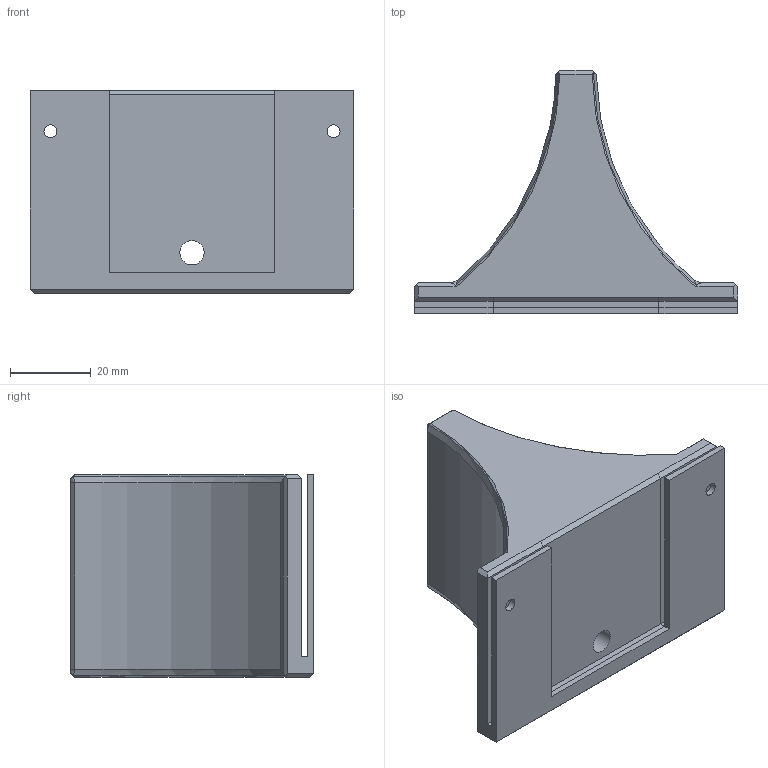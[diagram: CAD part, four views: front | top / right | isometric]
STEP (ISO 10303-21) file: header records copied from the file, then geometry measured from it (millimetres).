
FILE_DESCRIPTION(('FreeCAD Model'),'2;1');
FILE_NAME('Open CASCADE Shape Model','2023-07-12T23:10:22',(''),(''), 'Open CASCADE STEP processor 7.6','FreeCAD','Unknown');
FILE_SCHEMA(('AUTOMOTIVE_DESIGN { 1 0 10303 214 1 1 1 1 }'));
Length unit declared in the file: millimetre
Products named in the file (1): FlagCompasHolder
Bounding box: 80 x 60 x 50 mm (x, y, z)
Volume: 84338.3 mm3; surface area: 21241.3 mm2
Topology: 1 solids, 1 shells, 68 faces, 171 edges, 102 vertices
Faces by surface type: plane 42, bspline 12, cylinder 8, cone 6
Full cylindrical faces by diameter (mm): 3.2 x4, 6 x2
Entity records: 2945 total; most frequent: CARTESIAN_POINT 1362, ORIENTED_EDGE 342, DIRECTION 281, EDGE_CURVE 171, LINE 111, VECTOR 111, VERTEX_POINT 102, AXIS2_PLACEMENT_3D 85
